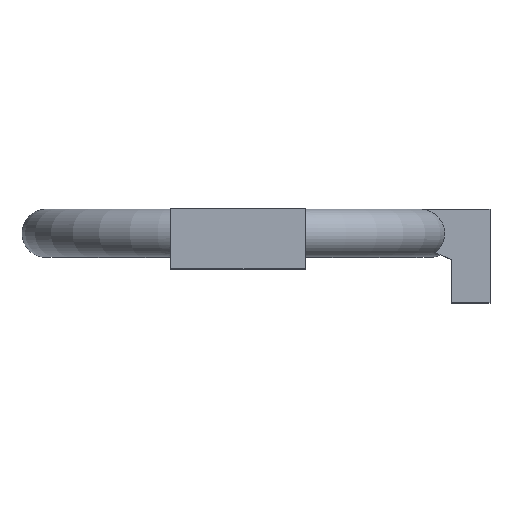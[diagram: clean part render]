
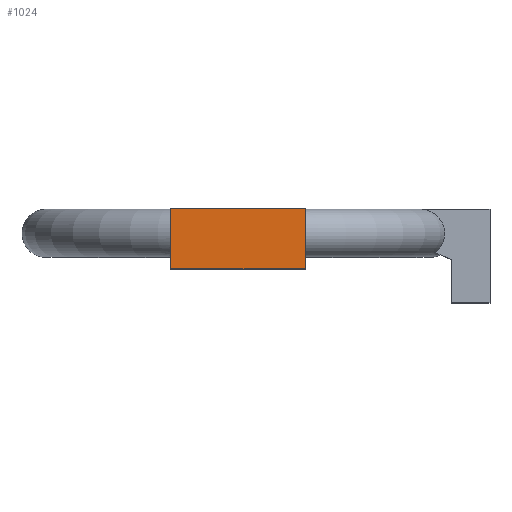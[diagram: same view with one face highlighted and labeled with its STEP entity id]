
A CAD part, top view. The second image highlights one B-rep face of the part: STEP entity #1024.
In plain terms, the highlighted planar face has unit normal (0, 0, 1).
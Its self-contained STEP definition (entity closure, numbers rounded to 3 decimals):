
#87=FACE_OUTER_BOUND('',#146,.T.);
#146=EDGE_LOOP('',(#836,#837,#838,#839));
#190=LINE('',#1863,#280);
#240=LINE('',#1989,#330);
#241=LINE('',#1990,#331);
#242=LINE('',#1991,#332);
#280=VECTOR('',#1186,10.);
#330=VECTOR('',#1302,10.);
#331=VECTOR('',#1303,10.);
#332=VECTOR('',#1304,10.);
#447=VERTEX_POINT('',#1860);
#448=VERTEX_POINT('',#1862);
#490=VERTEX_POINT('',#1987);
#491=VERTEX_POINT('',#1988);
#563=EDGE_CURVE('',#447,#448,#190,.T.);
#625=EDGE_CURVE('',#490,#491,#240,.T.);
#626=EDGE_CURVE('',#491,#448,#241,.T.);
#627=EDGE_CURVE('',#490,#447,#242,.T.);
#836=ORIENTED_EDGE('',*,*,#625,.T.);
#837=ORIENTED_EDGE('',*,*,#626,.T.);
#838=ORIENTED_EDGE('',*,*,#563,.F.);
#839=ORIENTED_EDGE('',*,*,#627,.F.);
#974=PLANE('',#1116);
#1024=ADVANCED_FACE('',(#87),#974,.T.);
#1116=AXIS2_PLACEMENT_3D('',#1986,#1300,#1301);
#1186=DIRECTION('',(1.,0.,0.));
#1300=DIRECTION('center_axis',(0.,0.,1.));
#1301=DIRECTION('ref_axis',(1.,0.,0.));
#1302=DIRECTION('',(1.,0.,0.));
#1303=DIRECTION('',(0.,1.,0.));
#1304=DIRECTION('',(0.,1.,0.));
#1860=CARTESIAN_POINT('',(-14.,5.,58.1));
#1862=CARTESIAN_POINT('',(14.,5.,58.1));
#1863=CARTESIAN_POINT('',(-14.,5.,58.1));
#1986=CARTESIAN_POINT('Origin',(0.,-2.5,58.1));
#1987=CARTESIAN_POINT('',(-14.,-7.5,58.1));
#1988=CARTESIAN_POINT('',(14.,-7.5,58.1));
#1989=CARTESIAN_POINT('',(-14.,-7.5,58.1));
#1990=CARTESIAN_POINT('',(14.,-7.5,58.1));
#1991=CARTESIAN_POINT('',(-14.,2.5,58.1));
